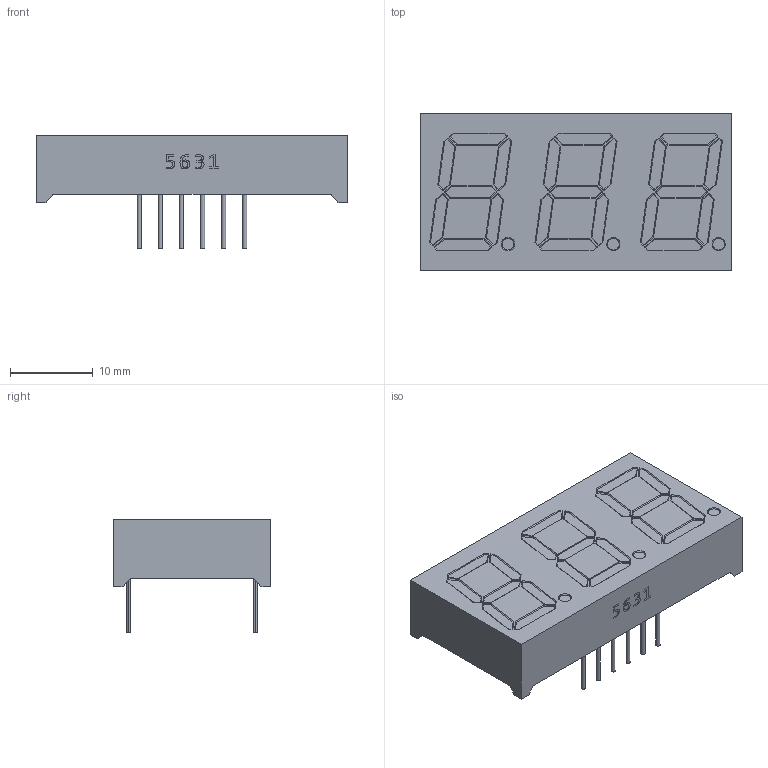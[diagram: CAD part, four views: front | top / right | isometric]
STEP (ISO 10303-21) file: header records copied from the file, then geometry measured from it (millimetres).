
FILE_DESCRIPTION (( 'STEP AP214' ), '1' );
FILE_NAME ('User Library-5631_Green_jam.STEP', '2020-03-28T08:43:15', ( '' ), ( '' ), 'SwSTEP 2.0', 'SolidWorks 2019', '' );
FILE_SCHEMA (( 'AUTOMOTIVE_DESIGN' ));
Length unit declared in the file: millimetre
Products named in the file (1): User Library-5631_Green_jam
Bounding box: 37.6 x 19 x 13.6 mm (x, y, z)
Volume: 4443.2 mm3; surface area: 2482.6 mm2
Topology: 13 solids, 13 shells, 398 faces, 1006 edges, 599 vertices
Faces by surface type: cylinder 154, sphere 151, plane 83, torus 6, bspline 4
Entity records: 15334 total; most frequent: CARTESIAN_POINT 2424, DIRECTION 2166, ORIENTED_EDGE 1836, EDGE_CURVE 918, AXIS2_PLACEMENT_3D 893, VERTEX_POINT 575, CIRCLE 498, EDGE_LOOP 427
